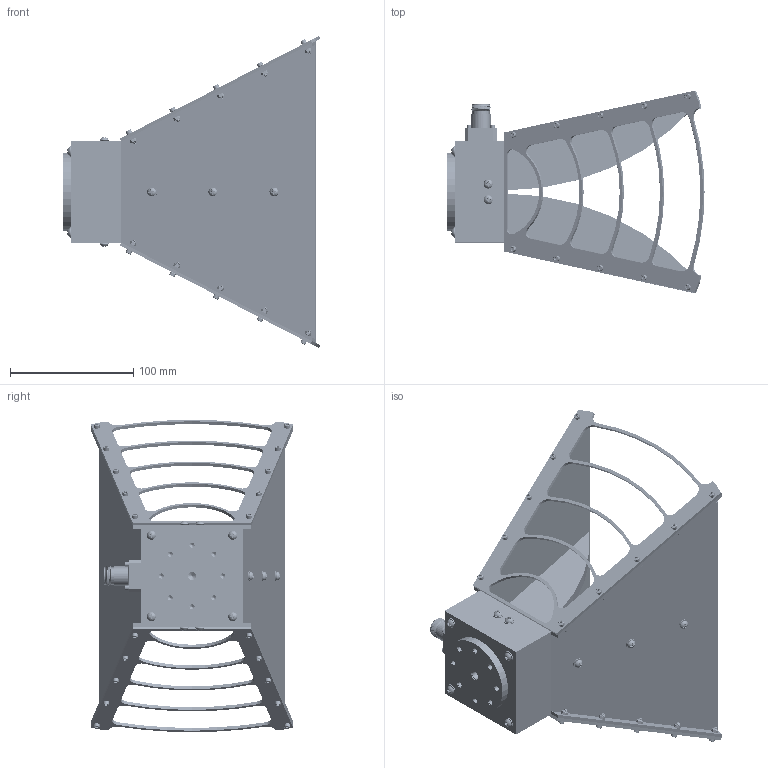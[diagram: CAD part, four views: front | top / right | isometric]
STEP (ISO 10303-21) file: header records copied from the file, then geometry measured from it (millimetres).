
FILE_DESCRIPTION (( 'STEP AP214' ), '1' );
FILE_NAME ('SH0118N_3D.step', '2025-01-30T17:18:44', ( '' ), ( '' ), 'SwSTEP 2.0', 'SolidWorks 2022', '' );
FILE_SCHEMA (( 'AUTOMOTIVE_DESIGN' ));
Length unit declared in the file: inch
Products named in the file (1): SH0118N_3D
Bounding box: 208.71 x 164 x 253.51 mm (x, y, z)
Volume: 512270 mm3; surface area: 233109.4 mm2
Topology: 4 solids, 5 shells, 3028 faces, 7767 edges, 4853 vertices
Faces by surface type: cylinder 1227, cone 857, plane 761, bspline 103, torus 66, sphere 14
Entity records: 161634 total; most frequent: CARTESIAN_POINT 95483, ORIENTED_EDGE 15426, DIRECTION 12389, EDGE_CURVE 7713, AXIS2_PLACEMENT_3D 4918, VERTEX_POINT 4839, EDGE_LOOP 3236, FACE_OUTER_BOUND 3028
